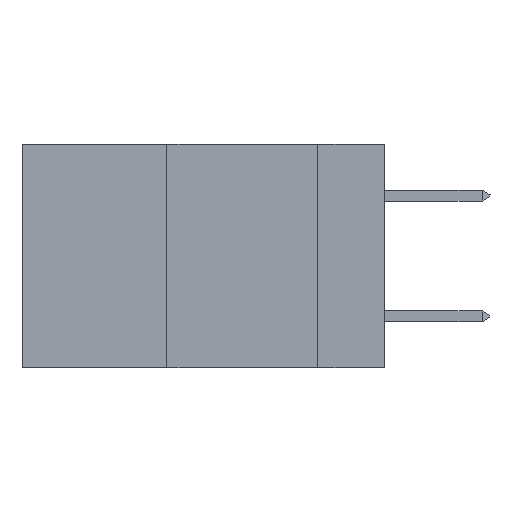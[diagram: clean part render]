
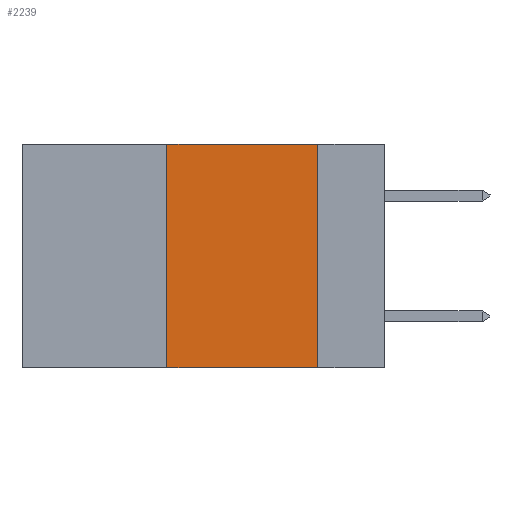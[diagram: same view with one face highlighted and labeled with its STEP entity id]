
A CAD part, left-side view. The second image highlights one B-rep face of the part: STEP entity #2239.
In plain terms, the highlighted planar face has unit normal (-1, 0, 0).
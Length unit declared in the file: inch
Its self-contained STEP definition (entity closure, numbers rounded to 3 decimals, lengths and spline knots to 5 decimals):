
#384 = LINE ( 'NONE', #10934, #7287 ) ;
#651 = LINE ( 'NONE', #11335, #5009 ) ;
#938 = VECTOR ( 'NONE', #10816, 39.37008 ) ;
#1609 = VERTEX_POINT ( 'NONE', #4220 ) ;
#1788 = LINE ( 'NONE', #4720, #938 ) ;
#1974 = LINE ( 'NONE', #15484, #14761 ) ;
#2205 = DIRECTION ( 'NONE',  ( 0., 0., 1. ) ) ;
#2239 = ADVANCED_FACE ( 'NONE', ( #4604 ), #6680, .F. ) ;
#2532 = VERTEX_POINT ( 'NONE', #12304 ) ;
#3966 = DIRECTION ( 'NONE',  ( 0., 0., -1. ) ) ;
#4115 = ORIENTED_EDGE ( 'NONE', *, *, #14770, .F. ) ;
#4220 = CARTESIAN_POINT ( 'NONE',  ( 0., 0.11, -0.37 ) ) ;
#4604 = FACE_OUTER_BOUND ( 'NONE', #14849, .T. ) ;
#4720 = CARTESIAN_POINT ( 'NONE',  ( 0., 0.6, -0.37 ) ) ;
#5009 = VECTOR ( 'NONE', #3966, 39.37008 ) ;
#6680 = PLANE ( 'NONE',  #15094 ) ;
#6761 = VERTEX_POINT ( 'NONE', #10209 ) ;
#7287 = VECTOR ( 'NONE', #2205, 39.37008 ) ;
#7423 = ORIENTED_EDGE ( 'NONE', *, *, #7513, .F. ) ;
#7513 = EDGE_CURVE ( 'NONE', #6761, #2532, #1974, .T. ) ;
#7882 = DIRECTION ( 'NONE',  ( 0., 0., -1. ) ) ;
#8569 = ORIENTED_EDGE ( 'NONE', *, *, #15875, .F. ) ;
#10209 = CARTESIAN_POINT ( 'NONE',  ( 0., 0.36, 0. ) ) ;
#10816 = DIRECTION ( 'NONE',  ( 0., -1., 0. ) ) ;
#10934 = CARTESIAN_POINT ( 'NONE',  ( 0., 0.36, 0. ) ) ;
#11335 = CARTESIAN_POINT ( 'NONE',  ( 0., 0.11, 0. ) ) ;
#12192 = ORIENTED_EDGE ( 'NONE', *, *, #13266, .T. ) ;
#12304 = CARTESIAN_POINT ( 'NONE',  ( 0., 0.11, 0. ) ) ;
#13266 = EDGE_CURVE ( 'NONE', #14033, #1609, #1788, .T. ) ;
#13943 = CARTESIAN_POINT ( 'NONE',  ( 0., 0.6, 0. ) ) ;
#14033 = VERTEX_POINT ( 'NONE', #15757 ) ;
#14273 = DIRECTION ( 'NONE',  ( 0., -1., 0. ) ) ;
#14761 = VECTOR ( 'NONE', #14273, 39.37008 ) ;
#14770 = EDGE_CURVE ( 'NONE', #2532, #1609, #651, .T. ) ;
#14849 = EDGE_LOOP ( 'NONE', ( #4115, #7423, #8569, #12192 ) ) ;
#15094 = AXIS2_PLACEMENT_3D ( 'NONE', #13943, #15164, #7882 ) ;
#15164 = DIRECTION ( 'NONE',  ( 1., 0., 0. ) ) ;
#15484 = CARTESIAN_POINT ( 'NONE',  ( 0., 0.6, 0. ) ) ;
#15757 = CARTESIAN_POINT ( 'NONE',  ( 0., 0.36, -0.37 ) ) ;
#15875 = EDGE_CURVE ( 'NONE', #14033, #6761, #384, .T. ) ;
